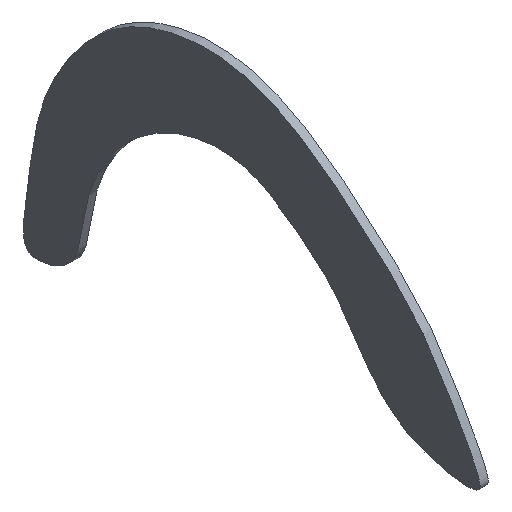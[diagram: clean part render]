
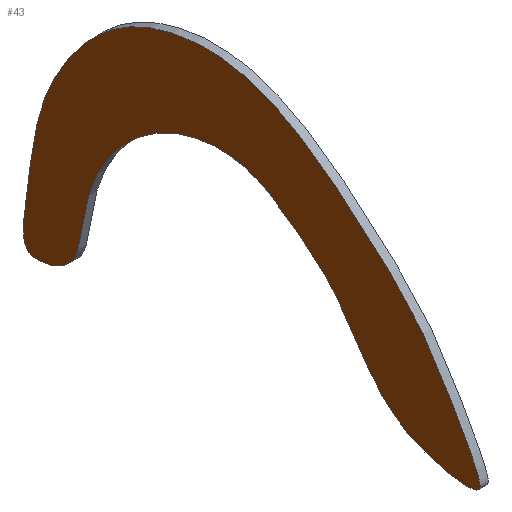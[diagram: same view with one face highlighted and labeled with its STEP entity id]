
A CAD part, isometric view. The second image highlights one B-rep face of the part: STEP entity #43.
In plain terms, the highlighted planar face has unit normal (-1, 0, 0).
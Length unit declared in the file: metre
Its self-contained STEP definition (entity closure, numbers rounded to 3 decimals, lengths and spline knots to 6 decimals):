
#20=PLANE('',#65);
#25=ORIENTED_EDGE('',*,*,#27,.T.);
#27=EDGE_CURVE('',#29,#29,#31,.T.);
#29=VERTEX_POINT('',#158);
#31=B_SPLINE_CURVE_WITH_KNOTS('',3,(#130,#131,#132,#133,#134,#135,#136,
#137,#138,#139,#140,#141,#142,#143,#144,#145,#146,#147,#148,#149,#150,#151,
#152,#153,#154,#155,#156,#157),.UNSPECIFIED.,.T.,.F.,(1,3,1,1,1,1,1,1,1,
1,1,1,1,1,1,1,1,1,1,1,1,1,1,1,1,1,3,1),(-0.04231,0.,0.020549,
0.059033,0.103848,0.153384,0.206488,
0.254794,0.301215,0.344151,0.387092,
0.428064,0.4722,0.510515,0.534841,
0.559379,0.581333,0.606396,0.648604,0.694691,
0.740403,0.784802,0.827862,0.870973,
0.914921,0.95769,1.,1.020549),.UNSPECIFIED.);
#35=EDGE_LOOP('',(#25));
#39=FACE_BOUND('',#35,.T.);
#43=ADVANCED_FACE('',(#39),#20,.F.);
#65=AXIS2_PLACEMENT_3D('',#188,#69,#70);
#69=DIRECTION('',(1.,0.,0.));
#70=DIRECTION('',(0.,1.,0.));
#130=CARTESIAN_POINT('',(-0.0005,-0.038675,-0.009015));
#131=CARTESIAN_POINT('',(-0.0005,-0.0389,-0.008859));
#132=CARTESIAN_POINT('',(-0.0005,-0.038678,-0.007986));
#133=CARTESIAN_POINT('',(-0.0005,-0.037267,-0.005459));
#134=CARTESIAN_POINT('',(-0.0005,-0.035353,-0.002059));
#135=CARTESIAN_POINT('',(-0.0005,-0.031818,0.001217));
#136=CARTESIAN_POINT('',(-0.0005,-0.027546,0.004743));
#137=CARTESIAN_POINT('',(-0.0005,-0.023104,0.006329));
#138=CARTESIAN_POINT('',(-0.0005,-0.018714,0.005617));
#139=CARTESIAN_POINT('',(-0.0005,-0.015571,0.003668));
#140=CARTESIAN_POINT('',(-0.0005,-0.013294,0.000704));
#141=CARTESIAN_POINT('',(-0.0005,-0.011922,-0.002307));
#142=CARTESIAN_POINT('',(-0.0005,-0.011389,-0.006066));
#143=CARTESIAN_POINT('',(-0.0005,-0.010979,-0.008853));
#144=CARTESIAN_POINT('',(-0.0005,-0.011148,-0.010372));
#145=CARTESIAN_POINT('',(-0.0005,-0.012625,-0.010252));
#146=CARTESIAN_POINT('',(-0.0005,-0.013465,-0.009861));
#147=CARTESIAN_POINT('',(-0.0005,-0.014552,-0.008912));
#148=CARTESIAN_POINT('',(-0.0005,-0.014724,-0.005228));
#149=CARTESIAN_POINT('',(-0.0005,-0.016745,-0.001589));
#150=CARTESIAN_POINT('',(-0.0005,-0.020183,0.000896));
#151=CARTESIAN_POINT('',(-0.0005,-0.024321,0.001393));
#152=CARTESIAN_POINT('',(-0.0005,-0.027529,-0.000672));
#153=CARTESIAN_POINT('',(-0.0005,-0.030297,-0.003056));
#154=CARTESIAN_POINT('',(-0.0005,-0.032191,-0.006517));
#155=CARTESIAN_POINT('',(-0.0005,-0.034711,-0.00872));
#156=CARTESIAN_POINT('',(-0.0005,-0.038213,-0.009335));
#157=CARTESIAN_POINT('',(-0.0005,-0.038675,-0.009015));
#158=CARTESIAN_POINT('',(-0.0005,-0.038675,-0.009015));
#188=CARTESIAN_POINT('',(-0.0005,0.004512,0.004707));
